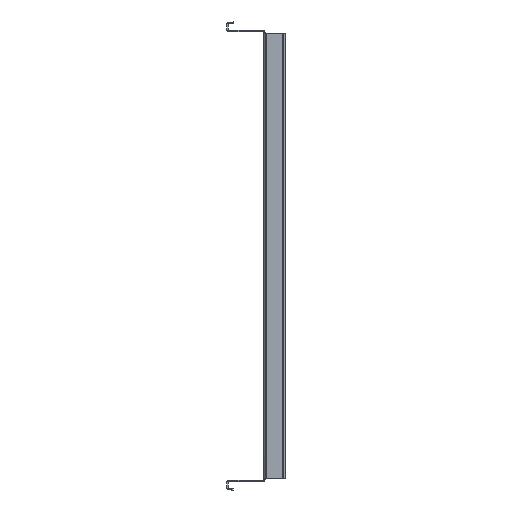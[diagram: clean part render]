
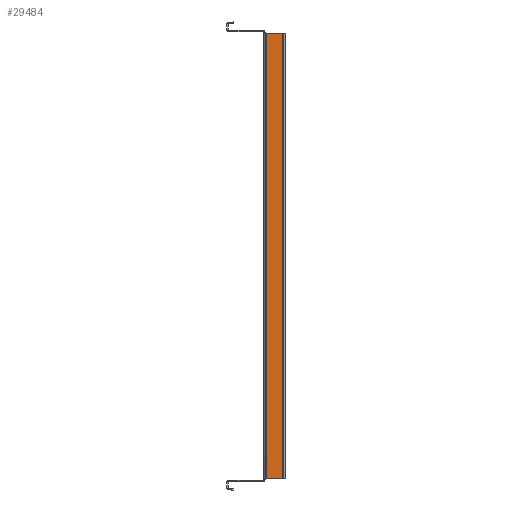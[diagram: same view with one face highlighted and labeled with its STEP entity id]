
A CAD part, left-side view. The second image highlights one B-rep face of the part: STEP entity #29484.
In plain terms, the highlighted planar face has unit normal (-1, 0, 0).
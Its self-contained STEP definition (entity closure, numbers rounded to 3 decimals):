
#78 = DIRECTION ( 'NONE',  ( 0., -1., 0. ) ) ;
#2866 = DIRECTION ( 'NONE',  ( 0., 1., 0. ) ) ;
#2896 = CARTESIAN_POINT ( 'NONE',  ( -480., -4., 0. ) ) ;
#4262 = CARTESIAN_POINT ( 'NONE',  ( -480., 0., -343. ) ) ;
#4295 = DIRECTION ( 'NONE',  ( -1., 0., 0. ) ) ;
#5567 = LINE ( 'NONE', #2896, #25123 ) ;
#6083 = CARTESIAN_POINT ( 'NONE',  ( -480., 0., 0. ) ) ;
#6274 = CARTESIAN_POINT ( 'NONE',  ( -480., -4., 343. ) ) ;
#6390 = PLANE ( 'NONE',  #26970 ) ;
#6978 = ORIENTED_EDGE ( 'NONE', *, *, #8865, .T. ) ;
#8295 = ORIENTED_EDGE ( 'NONE', *, *, #14683, .T. ) ;
#8865 = EDGE_CURVE ( 'NONE', #12739, #19461, #29320, .T. ) ;
#9255 = EDGE_LOOP ( 'NONE', ( #25259, #6978, #24895, #8295 ) ) ;
#12739 = VERTEX_POINT ( 'NONE', #12813 ) ;
#12813 = CARTESIAN_POINT ( 'NONE',  ( -480., -29., -343. ) ) ;
#13755 = VECTOR ( 'NONE', #2866, 1000. ) ;
#14683 = EDGE_CURVE ( 'NONE', #23762, #17597, #5567, .T. ) ;
#14705 = DIRECTION ( 'NONE',  ( 0., 0., -1. ) ) ;
#15375 = FACE_OUTER_BOUND ( 'NONE', #9255, .T. ) ;
#16829 = CARTESIAN_POINT ( 'NONE',  ( -480., -4., -343. ) ) ;
#17597 = VERTEX_POINT ( 'NONE', #16829 ) ;
#19461 = VERTEX_POINT ( 'NONE', #29453 ) ;
#19771 = EDGE_CURVE ( 'NONE', #17597, #12739, #24754, .T. ) ;
#20032 = CARTESIAN_POINT ( 'NONE',  ( -480., -29., -343. ) ) ;
#22600 = DIRECTION ( 'NONE',  ( 0., 0., 1. ) ) ;
#23005 = VECTOR ( 'NONE', #78, 1000. ) ;
#23450 = EDGE_CURVE ( 'NONE', #19461, #23762, #25161, .T. ) ;
#23762 = VERTEX_POINT ( 'NONE', #6274 ) ;
#24754 = LINE ( 'NONE', #4262, #23005 ) ;
#24895 = ORIENTED_EDGE ( 'NONE', *, *, #23450, .T. ) ;
#25123 = VECTOR ( 'NONE', #14705, 1000. ) ;
#25161 = LINE ( 'NONE', #27549, #13755 ) ;
#25259 = ORIENTED_EDGE ( 'NONE', *, *, #19771, .T. ) ;
#26970 = AXIS2_PLACEMENT_3D ( 'NONE', #6083, #4295, #29416 ) ;
#27549 = CARTESIAN_POINT ( 'NONE',  ( -480., 0., 343. ) ) ;
#27811 = VECTOR ( 'NONE', #22600, 1000. ) ;
#29320 = LINE ( 'NONE', #20032, #27811 ) ;
#29416 = DIRECTION ( 'NONE',  ( 0., -1., 0. ) ) ;
#29453 = CARTESIAN_POINT ( 'NONE',  ( -480., -29., 343. ) ) ;
#29484 = ADVANCED_FACE ( 'NONE', ( #15375 ), #6390, .T. ) ;
